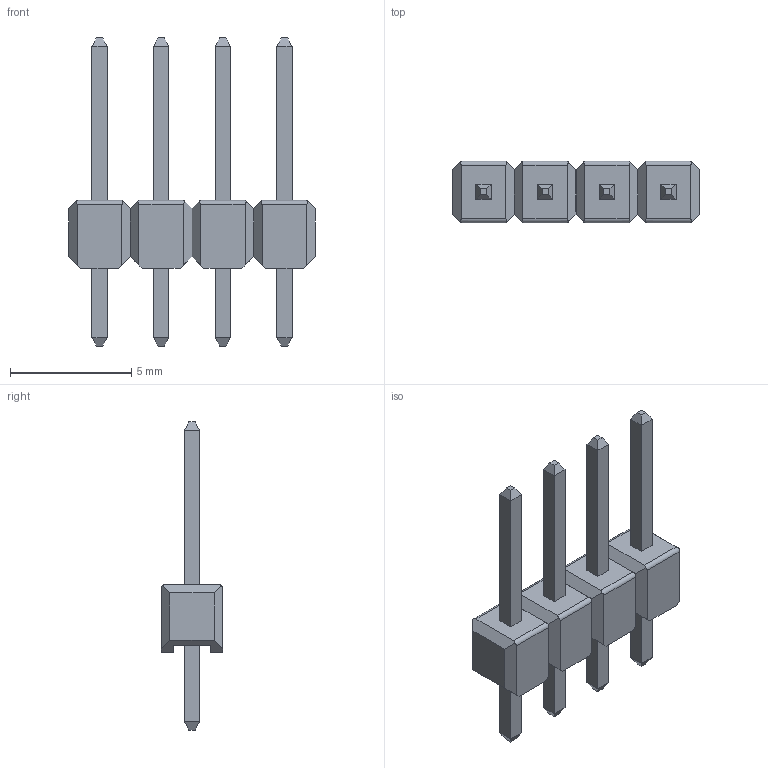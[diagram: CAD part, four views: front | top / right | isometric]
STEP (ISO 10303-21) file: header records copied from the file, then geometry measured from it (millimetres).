
FILE_DESCRIPTION(/* description */ (''),/* implementation_level */ '2;1');
FILE_NAME(/* name */ 'Pin Header 1x4 TH Pitch 2.54mm v1.step',/* time_stamp */ '2023-09-28T23:16:08-04:00',/* author */ (''),/* organization */ (''),/* preprocessor_version */ 'ST-DEVELOPER v20',/* originating_system */ 'Autodesk Translation Framework v12.14.0.127',/* authorisation */ '');
FILE_SCHEMA (('AUTOMOTIVE_DESIGN { 1 0 10303 214 3 1 1 }'));
Length unit declared in the file: millimetre
Products named in the file (1): Pin Header 1x4 TH Pitch 2.54mm
Bounding box: 10.16 x 2.54 x 12.7 mm (x, y, z)
Volume: 19.6 mm3; surface area: 273.4 mm2
Topology: 4 solids, 8 shells, 146 faces, 376 edges, 240 vertices
Faces by surface type: plane 138, cylinder 8
Entity records: 4380 total; most frequent: CARTESIAN_POINT 763, ORIENTED_EDGE 728, DIRECTION 702, EDGE_CURVE 376, LINE 344, VECTOR 344, VERTEX_POINT 240, AXIS2_PLACEMENT_3D 179
